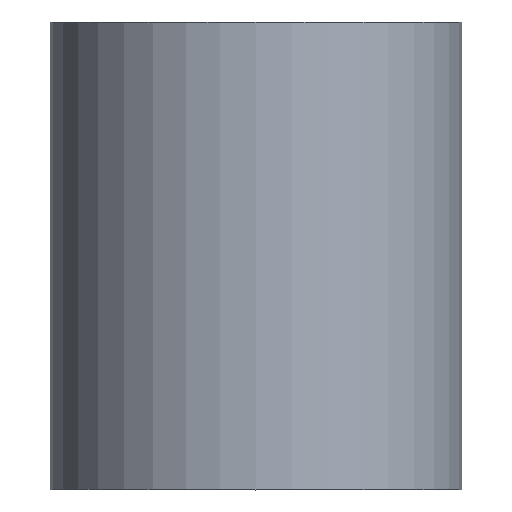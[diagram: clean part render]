
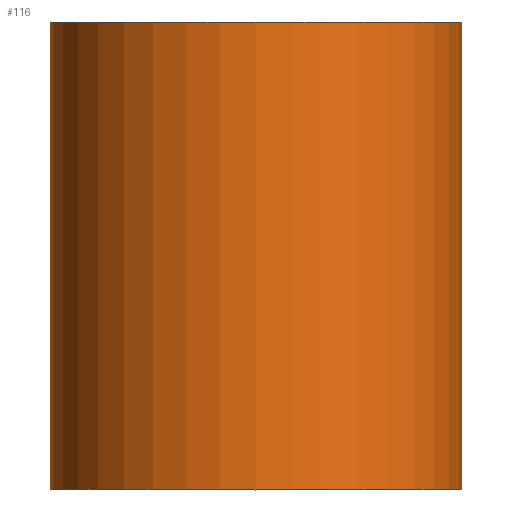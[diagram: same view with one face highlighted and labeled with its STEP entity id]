
A CAD part, top view. The second image highlights one B-rep face of the part: STEP entity #116.
In plain terms, the highlighted cylindrical face has radius 8.9 mm (diameter 17.8 mm), a full revolution.
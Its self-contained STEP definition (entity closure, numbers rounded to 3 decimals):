
#18=CYLINDRICAL_SURFACE('',#152,8.9);
#24=LINE('',#214,#30);
#30=VECTOR('',#186,8.9);
#38=FACE_OUTER_BOUND('',#46,.T.);
#46=EDGE_LOOP('',(#93,#94,#95,#96));
#47=CIRCLE('',#141,8.9);
#49=CIRCLE('',#144,8.9);
#53=VERTEX_POINT('',#189);
#55=VERTEX_POINT('',#194);
#61=EDGE_CURVE('',#53,#53,#47,.T.);
#63=EDGE_CURVE('',#55,#55,#49,.T.);
#72=EDGE_CURVE('',#55,#53,#24,.T.);
#93=ORIENTED_EDGE('',*,*,#63,.T.);
#94=ORIENTED_EDGE('',*,*,#72,.T.);
#95=ORIENTED_EDGE('',*,*,#61,.F.);
#96=ORIENTED_EDGE('',*,*,#72,.F.);
#116=ADVANCED_FACE('',(#38),#18,.T.);
#141=AXIS2_PLACEMENT_3D('',#190,#157,#158);
#144=AXIS2_PLACEMENT_3D('',#195,#163,#164);
#152=AXIS2_PLACEMENT_3D('',#213,#184,#185);
#157=DIRECTION('center_axis',(0.,-1.,0.));
#158=DIRECTION('ref_axis',(1.,0.,0.));
#163=DIRECTION('center_axis',(0.,-1.,0.));
#164=DIRECTION('ref_axis',(-1.,0.,0.));
#184=DIRECTION('center_axis',(0.,1.,0.));
#185=DIRECTION('ref_axis',(-1.,0.,0.));
#186=DIRECTION('',(0.,-1.,0.));
#189=CARTESIAN_POINT('',(8.9,-4.2,0.));
#190=CARTESIAN_POINT('Origin',(0.,-4.2,0.));
#194=CARTESIAN_POINT('',(8.9,16.,0.));
#195=CARTESIAN_POINT('Origin',(0.,16.,0.));
#213=CARTESIAN_POINT('Origin',(0.,0.,0.));
#214=CARTESIAN_POINT('',(8.9,0.,0.));
